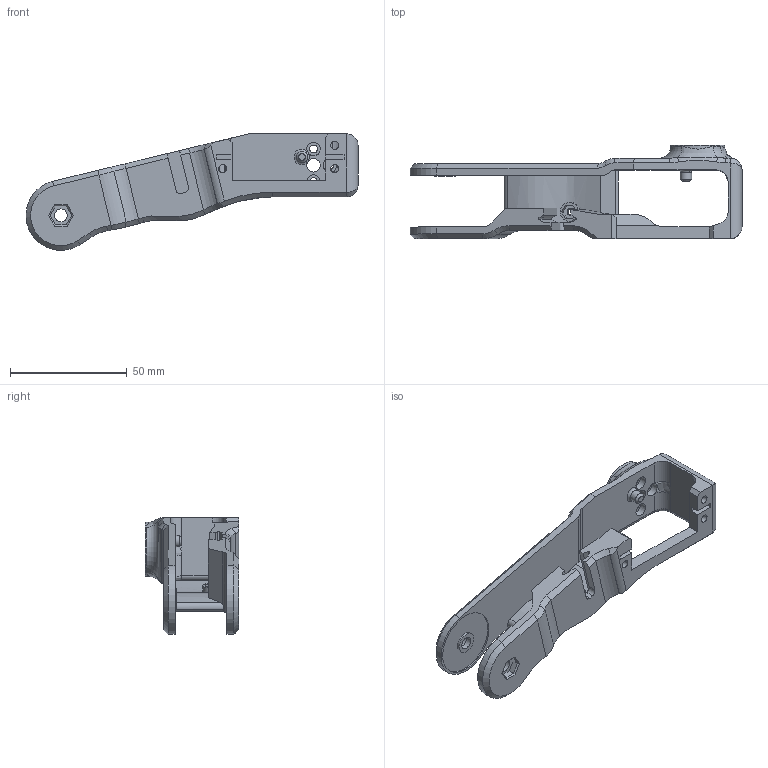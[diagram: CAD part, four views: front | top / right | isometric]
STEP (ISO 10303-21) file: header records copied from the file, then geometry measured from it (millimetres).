
FILE_DESCRIPTION(/* description */ (''),/* implementation_level */ '2;1');
FILE_NAME(/* name */ '5f41a632b942ca119961c2c7',/* time_stamp */ '2020-08-22T23:11:47+00:00',/* author */ (''),/* organization */ (''),/* preprocessor_version */ 'ST-DEVELOPER v16.7',/* originating_system */ $,/* authorisation */ $);
FILE_SCHEMA (('AUTOMOTIVE_DESIGN {1 0 10303 214 3 1 1}'));
Length unit declared in the file: metre
Products named in the file (1): Upper Leg
Bounding box: 142.29 x 40 x 49.98 mm (x, y, z)
Volume: 45622.6 mm3; surface area: 21958.7 mm2
Topology: 1 solids, 1 shells, 235 faces, 603 edges, 376 vertices
Faces by surface type: plane 111, cylinder 62, bspline 37, cone 14, torus 11
Full cylindrical faces by diameter (mm): 3.2 x1, 3.4 x7, 4.8 x1, 5.5 x2, 5.8 x4, 6 x1, 8 x1, 9 x3, 20.2 x1, 23.2 x1, 28 x2
Entity records: 7972 total; most frequent: CARTESIAN_POINT 2632, ORIENTED_EDGE 1130, DIRECTION 995, EDGE_CURVE 565, VERTEX_POINT 366, AXIS2_PLACEMENT_3D 354, EDGE_LOOP 293, FACE_BOUND 293
